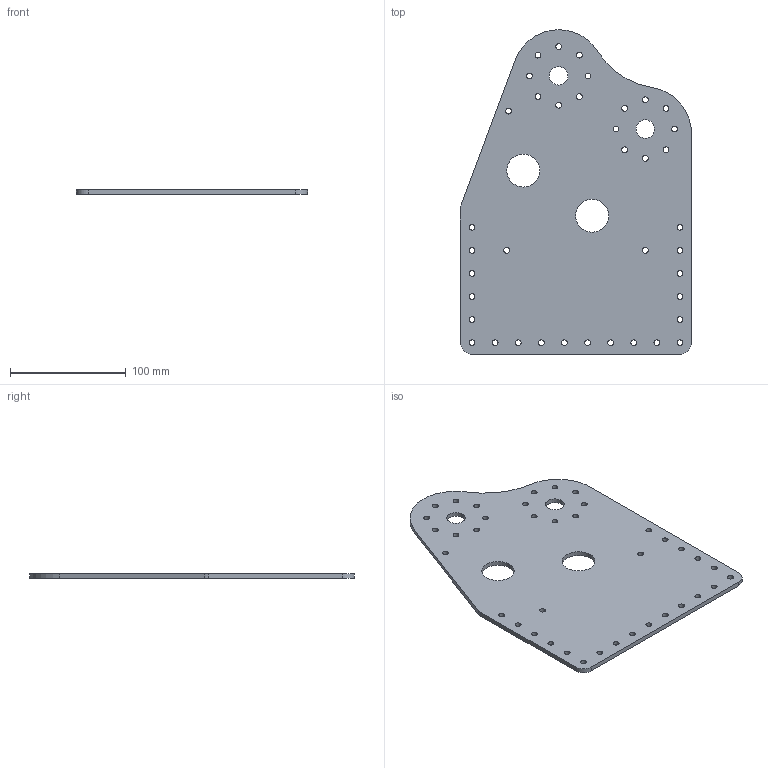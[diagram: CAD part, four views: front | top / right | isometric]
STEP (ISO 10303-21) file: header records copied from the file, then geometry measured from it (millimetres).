
FILE_DESCRIPTION (( 'STEP AP203' ), '1' );
FILE_NAME ('Main Plate.STEP', '2024-03-24T15:59:10', ( '' ), ( '' ), 'SwSTEP 2.0', 'SolidWorks 2023', '' );
FILE_SCHEMA (( 'CONFIG_CONTROL_DESIGN' ));
Length unit declared in the file: millimetre
Products named in the file (1): Main Plate
Bounding box: 200 x 281.03 x 4 mm (x, y, z)
Volume: 180418.6 mm3; surface area: 97182.1 mm2
Topology: 1 solids, 1 shells, 98 faces, 288 edges, 192 vertices
Faces by surface type: cylinder 92, plane 6
Entity records: 3625 total; most frequent: DIRECTION 670, CARTESIAN_POINT 579, ORIENTED_EDGE 576, EDGE_CURVE 288, AXIS2_PLACEMENT_3D 283, VERTEX_POINT 192, EDGE_LOOP 184, CIRCLE 184
